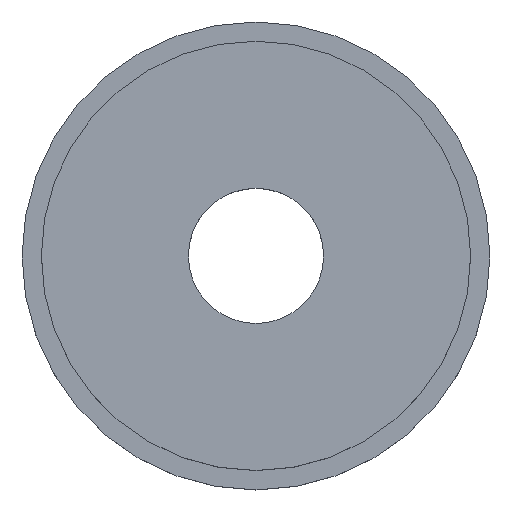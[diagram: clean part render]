
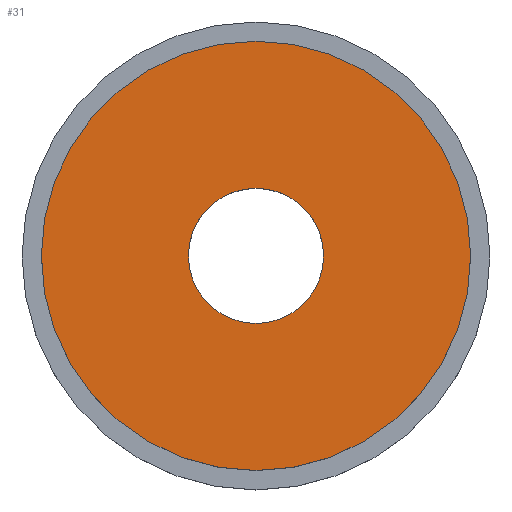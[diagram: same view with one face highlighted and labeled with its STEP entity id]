
A CAD part, top view. The second image highlights one B-rep face of the part: STEP entity #31.
In plain terms, the highlighted planar face has unit normal (0, 0, 1).
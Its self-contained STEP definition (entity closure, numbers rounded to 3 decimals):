
#3 = VERTEX_POINT ( 'NONE', #114 ) ;
#5 = EDGE_CURVE ( 'NONE', #3, #80, #106, .T. ) ;
#10 = VERTEX_POINT ( 'NONE', #117 ) ;
#11 = EDGE_CURVE ( 'NONE', #10, #17, #133, .T. ) ;
#17 = VERTEX_POINT ( 'NONE', #120 ) ;
#21 = EDGE_CURVE ( 'NONE', #17, #10, #230, .T. ) ;
#28 = ORIENTED_EDGE ( 'NONE', *, *, #21, .T. ) ;
#29 = ORIENTED_EDGE ( 'NONE', *, *, #5, .T. ) ;
#31 = ADVANCED_FACE ( 'NONE', ( #154, #153 ), #176, .T. ) ;
#33 = EDGE_LOOP ( 'NONE', ( #35, #29 ) ) ;
#34 = EDGE_CURVE ( 'NONE', #80, #3, #174, .T. ) ;
#35 = ORIENTED_EDGE ( 'NONE', *, *, #34, .T. ) ;
#36 = ORIENTED_EDGE ( 'NONE', *, *, #11, .T. ) ;
#38 = EDGE_LOOP ( 'NONE', ( #28, #36 ) ) ;
#80 = VERTEX_POINT ( 'NONE', #168 ) ;
#106 = CIRCLE ( 'NONE', #113, 3.15 ) ;
#107 = DIRECTION ( 'NONE',  ( 0., 0., -1. ) ) ;
#108 = CARTESIAN_POINT ( 'NONE',  ( 0., 0., 4.5 ) ) ;
#111 = DIRECTION ( 'NONE',  ( -1., 0., 0. ) ) ;
#113 = AXIS2_PLACEMENT_3D ( 'NONE', #108, #107, #111 ) ;
#114 = CARTESIAN_POINT ( 'NONE',  ( 3.15, 0., 4.5 ) ) ;
#117 = CARTESIAN_POINT ( 'NONE',  ( 10., 0., 4.5 ) ) ;
#120 = CARTESIAN_POINT ( 'NONE',  ( -10., 0., 4.5 ) ) ;
#126 = DIRECTION ( 'NONE',  ( 1., 0., 0. ) ) ;
#127 = DIRECTION ( 'NONE',  ( 0., 0., 1. ) ) ;
#128 = AXIS2_PLACEMENT_3D ( 'NONE', #134, #127, #126 ) ;
#133 = CIRCLE ( 'NONE', #128, 10. ) ;
#134 = CARTESIAN_POINT ( 'NONE',  ( 0., 0., 4.5 ) ) ;
#152 = AXIS2_PLACEMENT_3D ( 'NONE', #162, #157, #156 ) ;
#153 = FACE_OUTER_BOUND ( 'NONE', #38, .T. ) ;
#154 = FACE_BOUND ( 'NONE', #33, .T. ) ;
#156 = DIRECTION ( 'NONE',  ( 1., 0., 0. ) ) ;
#157 = DIRECTION ( 'NONE',  ( 0., 0., 1. ) ) ;
#159 = DIRECTION ( 'NONE',  ( 0., 0., -1. ) ) ;
#161 = CARTESIAN_POINT ( 'NONE',  ( 0., 0., 4.5 ) ) ;
#162 = CARTESIAN_POINT ( 'NONE',  ( 0., 0., 4.5 ) ) ;
#167 = DIRECTION ( 'NONE',  ( -1., 0., 0. ) ) ;
#168 = CARTESIAN_POINT ( 'NONE',  ( -3.15, 0., 4.5 ) ) ;
#169 = AXIS2_PLACEMENT_3D ( 'NONE', #161, #159, #167 ) ;
#174 = CIRCLE ( 'NONE', #169, 3.15 ) ;
#176 = PLANE ( 'NONE',  #152 ) ;
#207 = CARTESIAN_POINT ( 'NONE',  ( 0., 0., 4.5 ) ) ;
#210 = AXIS2_PLACEMENT_3D ( 'NONE', #207, #222, #221 ) ;
#221 = DIRECTION ( 'NONE',  ( 1., 0., 0. ) ) ;
#222 = DIRECTION ( 'NONE',  ( 0., 0., 1. ) ) ;
#230 = CIRCLE ( 'NONE', #210, 10. ) ;
